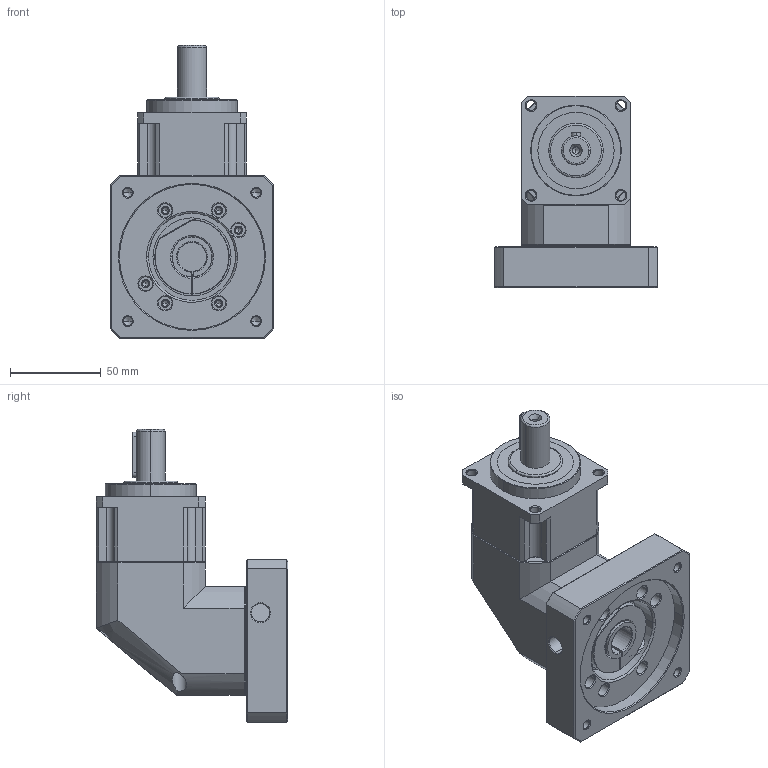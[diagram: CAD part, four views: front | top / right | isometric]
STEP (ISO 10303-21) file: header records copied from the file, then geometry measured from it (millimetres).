
FILE_DESCRIPTION (( 'STEP AP214' ), '1' );
FILE_NAME ('SBL060-L1-16-80-100M6.STEP', '2021-12-25T05:37:25', ( 'admin' ), ( '' ), 'SwSTEP 2.0', 'SolidWorks 2013', '' );
FILE_SCHEMA (( 'AUTOMOTIVE_DESIGN' ));
Length unit declared in the file: millimetre
Products named in the file (6): SBL060-19; SBL060-L1-16-80-100M6; 19_X2_8F6C_X0_16_X2_5957_X0_; SB060_X2_8F9351FA7AEF_X0_; SBL060-80-100M6; SBL060_X2_8F9351658F7495017D2773AF_X0_-19
Assembly tree (5 placements, depth 2):
  SBL060-L1-16-80-100M6
    SBL060-19
    SBL060_X2_8F9351658F7495017D2773AF_X0_-19
    SBL060-80-100M6
    SB060_X2_8F9351FA7AEF_X0_
    19_X2_8F6C_X0_16_X2_5957_X0_
Bounding box: 90 x 105.5 x 161.5 mm (x, y, z)
Volume: 541436.2 mm3; surface area: 97109 mm2
Topology: 11 solids, 11 shells, 479 faces, 1181 edges, 725 vertices
Faces by surface type: cylinder 179, plane 147, cone 127, bspline 26
Entity records: 20853 total; most frequent: CARTESIAN_POINT 4070, DIRECTION 2413, ORIENTED_EDGE 2298, EDGE_CURVE 1149, AXIS2_PLACEMENT_3D 954, VERTEX_POINT 725, EDGE_LOOP 552, LINE 505
